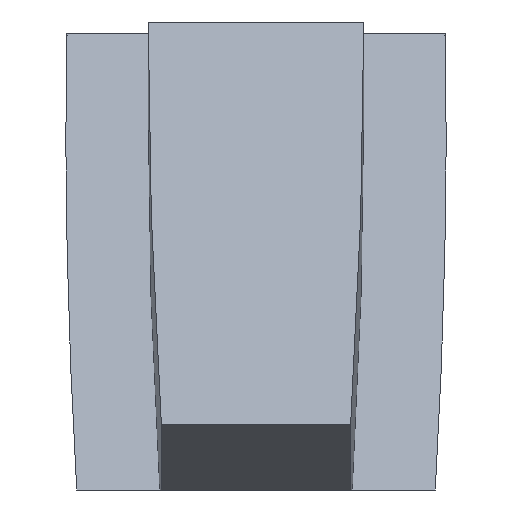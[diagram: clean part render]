
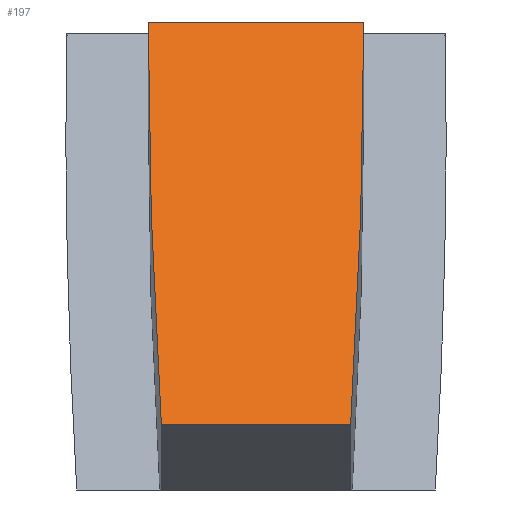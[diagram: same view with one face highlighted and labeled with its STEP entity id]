
A CAD part, front view. The second image highlights one B-rep face of the part: STEP entity #197.
In plain terms, the highlighted planar face has unit normal (0, -0.822, 0.57).
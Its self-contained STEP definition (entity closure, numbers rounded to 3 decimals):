
#21=PLANE('',#218);
#29=LINE('',#358,#42);
#34=LINE('',#415,#47);
#42=VECTOR('',#234,10.);
#47=VECTOR('',#245,10.);
#58=FACE_OUTER_BOUND('',#69,.T.);
#69=EDGE_LOOP('',(#179,#180,#181,#182));
#76=B_SPLINE_CURVE_WITH_KNOTS('',3,(#320,#321,#322,#323),.UNSPECIFIED.,
 .F.,.F.,(4,4),(-0.956,-0.056),.UNSPECIFIED.);
#83=B_SPLINE_CURVE_WITH_KNOTS('',3,(#409,#410,#411,#412),.UNSPECIFIED.,
 .F.,.F.,(4,4),(-0.956,-0.056),.UNSPECIFIED.);
#91=VERTEX_POINT('',#317);
#92=VERTEX_POINT('',#319);
#98=VERTEX_POINT('',#357);
#101=VERTEX_POINT('',#408);
#109=EDGE_CURVE('',#92,#91,#76,.T.);
#119=EDGE_CURVE('',#92,#98,#29,.T.);
#126=EDGE_CURVE('',#98,#101,#83,.T.);
#128=EDGE_CURVE('',#101,#91,#34,.T.);
#179=ORIENTED_EDGE('',*,*,#128,.F.);
#180=ORIENTED_EDGE('',*,*,#126,.F.);
#181=ORIENTED_EDGE('',*,*,#119,.F.);
#182=ORIENTED_EDGE('',*,*,#109,.T.);
#197=ADVANCED_FACE('',(#58),#21,.T.);
#218=AXIS2_PLACEMENT_3D('',#416,#246,#247);
#234=DIRECTION('',(1.,0.,0.));
#245=DIRECTION('',(-1.,0.,0.));
#246=DIRECTION('center_axis',(0.,-0.822,0.57));
#247=DIRECTION('ref_axis',(1.,0.,0.));
#317=CARTESIAN_POINT('',(-1.797,102.683,15.332));
#319=CARTESIAN_POINT('',(-2.04,107.845,22.781));
#320=CARTESIAN_POINT('Ctrl Pts',(-2.04,107.845,22.781));
#321=CARTESIAN_POINT('Ctrl Pts',(-2.045,106.134,20.312));
#322=CARTESIAN_POINT('Ctrl Pts',(-1.952,104.393,17.8));
#323=CARTESIAN_POINT('Ctrl Pts',(-1.797,102.683,15.332));
#357=CARTESIAN_POINT('',(1.946,107.845,22.781));
#358=CARTESIAN_POINT('',(0.,107.845,22.781));
#408=CARTESIAN_POINT('',(1.703,102.683,15.332));
#409=CARTESIAN_POINT('Ctrl Pts',(1.946,107.845,22.781));
#410=CARTESIAN_POINT('Ctrl Pts',(1.951,106.134,20.312));
#411=CARTESIAN_POINT('Ctrl Pts',(1.858,104.393,17.8));
#412=CARTESIAN_POINT('Ctrl Pts',(1.703,102.683,15.332));
#415=CARTESIAN_POINT('',(3.658,102.683,15.332));
#416=CARTESIAN_POINT('Origin',(-0.976,105.264,19.057));
